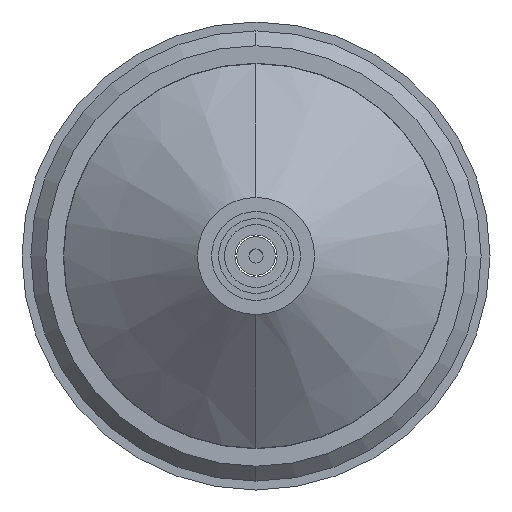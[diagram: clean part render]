
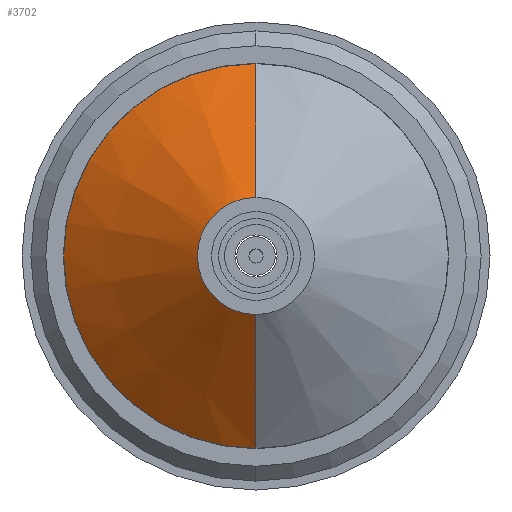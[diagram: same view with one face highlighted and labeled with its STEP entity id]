
A CAD part, left-side view. The second image highlights one B-rep face of the part: STEP entity #3702.
In plain terms, the highlighted conical face has half-angle 52.5 degrees and reference radius 2.502 mm.
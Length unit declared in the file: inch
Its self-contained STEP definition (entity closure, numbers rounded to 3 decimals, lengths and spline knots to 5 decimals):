
#61 = ORIENTED_EDGE ( 'NONE', *, *, #118, .F. ) ;
#62 = VERTEX_POINT ( 'NONE', #708 ) ;
#63 = EDGE_CURVE ( 'NONE', #225, #110, #714, .T. ) ;
#110 = VERTEX_POINT ( 'NONE', #841 ) ;
#111 = ORIENTED_EDGE ( 'NONE', *, *, #114, .F. ) ;
#113 = ORIENTED_EDGE ( 'NONE', *, *, #115, .T. ) ;
#114 = EDGE_CURVE ( 'NONE', #116, #62, #835, .T. ) ;
#115 = EDGE_CURVE ( 'NONE', #110, #62, #825, .T. ) ;
#116 = VERTEX_POINT ( 'NONE', #819 ) ;
#118 = EDGE_CURVE ( 'NONE', #225, #116, #786, .T. ) ;
#225 = VERTEX_POINT ( 'NONE', #1319 ) ;
#698 = DIRECTION ( 'NONE',  ( 0., 0., -1. ) ) ;
#699 = DIRECTION ( 'NONE',  ( 1., 0., 0. ) ) ;
#700 = AXIS2_PLACEMENT_3D ( 'NONE', #706, #699, #698 ) ;
#706 = CARTESIAN_POINT ( 'NONE',  ( 0., 0., 0. ) ) ;
#708 = CARTESIAN_POINT ( 'NONE',  ( 0.173, 0., 0.32396 ) ) ;
#714 = CIRCLE ( 'NONE', #700, 0.0985 ) ;
#783 = DIRECTION ( 'NONE',  ( 0.609, 0., -0.793 ) ) ;
#784 = VECTOR ( 'NONE', #783, 39.37008 ) ;
#785 = CARTESIAN_POINT ( 'NONE',  ( 0., 0., -0.0985 ) ) ;
#786 = LINE ( 'NONE', #785, #784 ) ;
#819 = CARTESIAN_POINT ( 'NONE',  ( 0.173, 0., -0.32396 ) ) ;
#822 = DIRECTION ( 'NONE',  ( 0.609, 0., 0.793 ) ) ;
#823 = VECTOR ( 'NONE', #822, 39.37008 ) ;
#824 = CARTESIAN_POINT ( 'NONE',  ( 0., 0., 0.0985 ) ) ;
#825 = LINE ( 'NONE', #824, #823 ) ;
#826 = DIRECTION ( 'NONE',  ( 0., 0., -1. ) ) ;
#827 = DIRECTION ( 'NONE',  ( 1., 0., 0. ) ) ;
#828 = CARTESIAN_POINT ( 'NONE',  ( 0.173, 0., 0. ) ) ;
#829 = AXIS2_PLACEMENT_3D ( 'NONE', #828, #827, #826 ) ;
#835 = CIRCLE ( 'NONE', #829, 0.32396 ) ;
#841 = CARTESIAN_POINT ( 'NONE',  ( 0., 0., 0.0985 ) ) ;
#1319 = CARTESIAN_POINT ( 'NONE',  ( 0., 0., -0.0985 ) ) ;
#2638 = DIRECTION ( 'NONE',  ( 0., 0., -1. ) ) ;
#2643 = FACE_OUTER_BOUND ( 'NONE', #3712, .T. ) ;
#2644 = DIRECTION ( 'NONE',  ( 1., 0., 0. ) ) ;
#2649 = AXIS2_PLACEMENT_3D ( 'NONE', #2664, #2644, #2638 ) ;
#2654 = CONICAL_SURFACE ( 'NONE', #2649, 0.0985, 0.916 ) ;
#2664 = CARTESIAN_POINT ( 'NONE',  ( 0., 0., 0. ) ) ;
#3702 = ADVANCED_FACE ( 'NONE', ( #2643 ), #2654, .T. ) ;
#3703 = ORIENTED_EDGE ( 'NONE', *, *, #63, .T. ) ;
#3712 = EDGE_LOOP ( 'NONE', ( #3703, #113, #111, #61 ) ) ;
